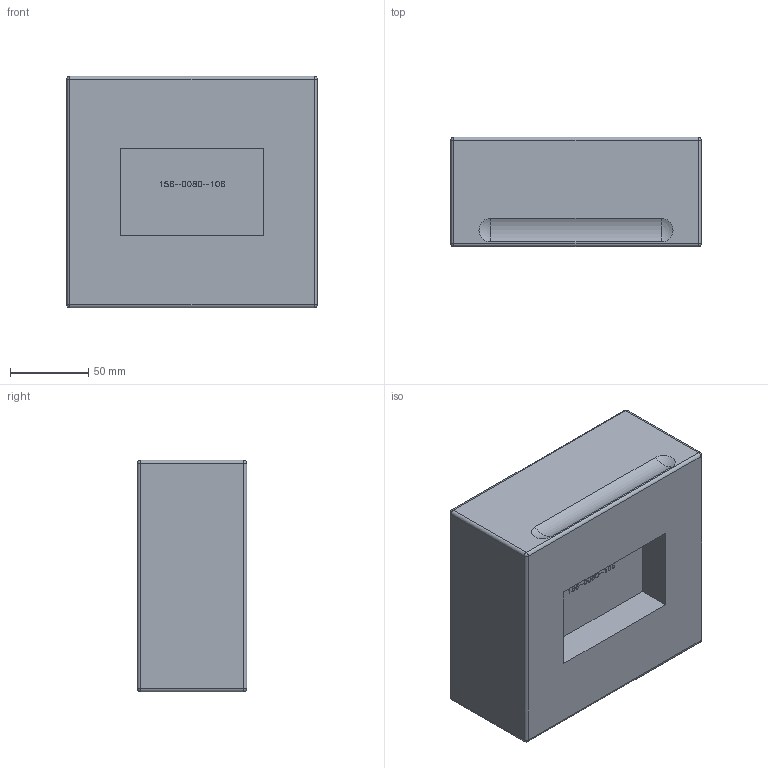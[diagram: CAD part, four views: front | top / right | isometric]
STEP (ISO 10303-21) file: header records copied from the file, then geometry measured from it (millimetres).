
FILE_DESCRIPTION((''),'2;1');
FILE_NAME('5MJ1550-15-70.stp','2014-05-01T15:48:32',('Dayne Stauffer'),(''),'Autodesk Inventor 2013','Autodesk Inventor 2013','');
FILE_SCHEMA(('AUTOMOTIVE_DESIGN { 1 0 10303 214 1 1 1 1 }'));
Length unit declared in the file: millimetre
Products named in the file (1): 5MJ1550-15-70
Bounding box: 160 x 70 x 148 mm (x, y, z)
Volume: 1543573.5 mm3; surface area: 95571.7 mm2
Topology: 1 solids, 1 shells, 396 faces, 1105 edges, 722 vertices
Faces by surface type: plane 370, cylinder 14, sphere 12
Entity records: 12749 total; most frequent: CARTESIAN_POINT 2204, ORIENTED_EDGE 2178, DIRECTION 1915, EDGE_CURVE 1089, VECTOR 1057, LINE 1057, VERTEX_POINT 718, AXIS2_PLACEMENT_3D 429
